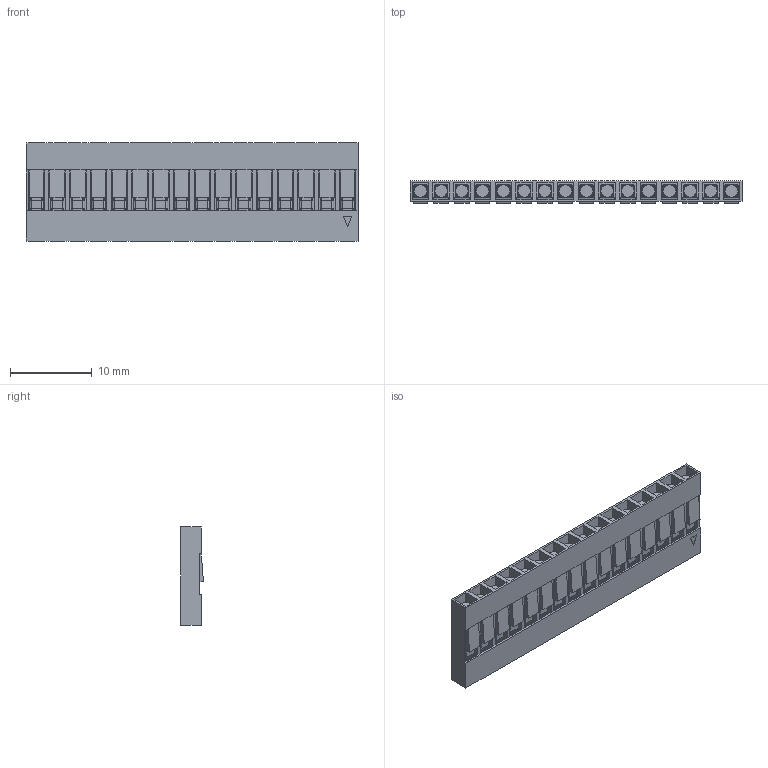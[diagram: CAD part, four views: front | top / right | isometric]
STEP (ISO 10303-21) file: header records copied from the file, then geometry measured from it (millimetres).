
FILE_DESCRIPTION (( 'STEP AP214' ), '1' );
FILE_NAME ('DS1071-1x16.STEP', '2019-05-31T22:24:24', ( 'VR' ), ( '' ), 'SwSTEP 2.0', 'SolidWorks 2016', '' );
FILE_SCHEMA (( 'AUTOMOTIVE_DESIGN' ));
Length unit declared in the file: millimetre
Products named in the file (1): DS1071-1x16
Bounding box: 40.64 x 2.79 x 12 mm (x, y, z)
Volume: 589.5 mm3; surface area: 4159 mm2
Topology: 17 solids, 17 shells, 1070 faces, 3265 edges, 2070 vertices
Faces by surface type: plane 782, cylinder 288
Entity records: 48505 total; most frequent: ORIENTED_EDGE 6530, CARTESIAN_POINT 6406, DIRECTION 6143, EDGE_CURVE 3265, VECTOR 2529, LINE 2529, VERTEX_POINT 2070, AXIS2_PLACEMENT_3D 1807
